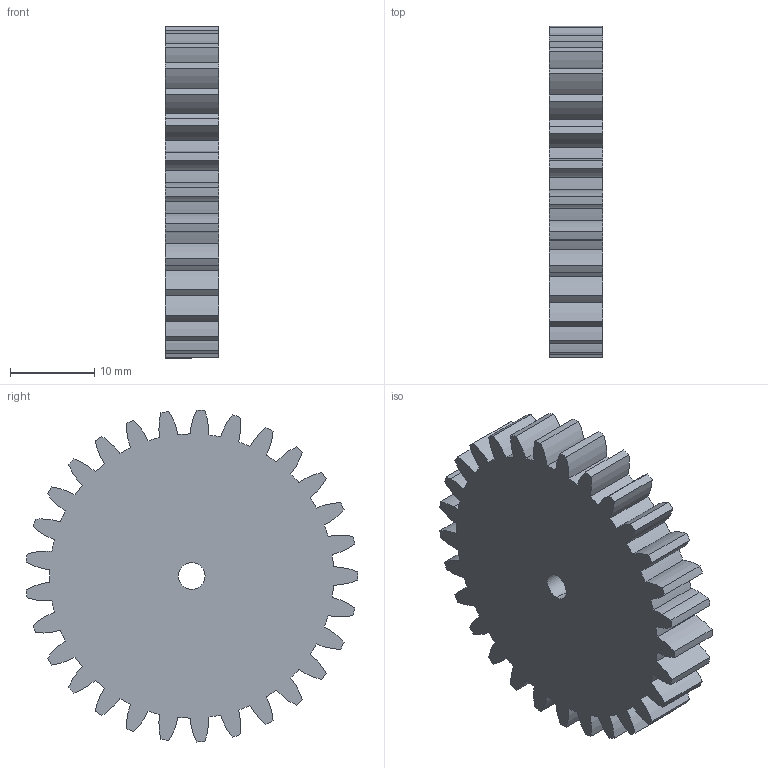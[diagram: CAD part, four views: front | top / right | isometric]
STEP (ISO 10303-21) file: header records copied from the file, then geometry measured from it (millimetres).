
FILE_DESCRIPTION (( 'STEP AP214' ), '1' );
FILE_NAME ('29T 20DP .25.STEP', '2024-12-13T20:25:31', ( '' ), ( '' ), 'SwSTEP 2.0', 'SolidWorks 2024', '' );
FILE_SCHEMA (( 'AUTOMOTIVE_DESIGN' ));
Length unit declared in the file: inch
Products named in the file (1): 29T 20DP .25
Bounding box: 6.35 x 39.3 x 39.35 mm (x, y, z)
Volume: 6542.3 mm3; surface area: 3654.6 mm2
Topology: 1 solids, 1 shells, 123 faces, 363 edges, 242 vertices
Faces by surface type: cylinder 121, plane 2
Entity records: 4290 total; most frequent: DIRECTION 853, CARTESIAN_POINT 729, ORIENTED_EDGE 726, AXIS2_PLACEMENT_3D 366, EDGE_CURVE 363, CIRCLE 242, VERTEX_POINT 242, EDGE_LOOP 125
